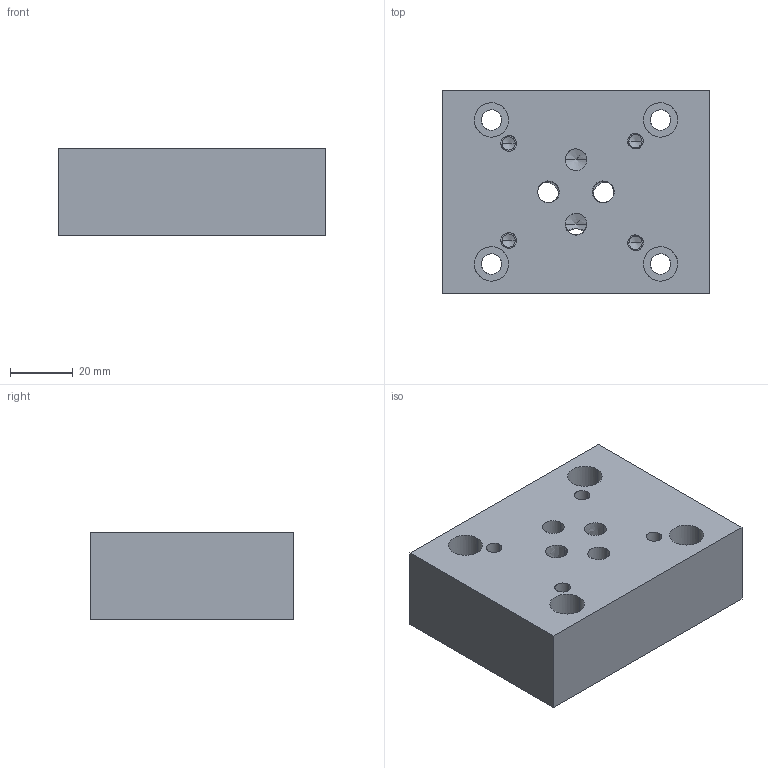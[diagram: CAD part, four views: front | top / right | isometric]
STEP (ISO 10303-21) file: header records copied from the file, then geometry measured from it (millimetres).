
FILE_DESCRIPTION(/* description */ (''),/* implementation_level */ '2;1');
FILE_NAME(/* name */ 'EB405',/* time_stamp */ '2019-09-17T17:53:11+02:00',/* author */ (''),/* organization */ (''),/* preprocessor_version */ 'ST-DEVELOPER v10',/* originating_system */ '',/* authorisation */ '');
FILE_SCHEMA (('CONFIG_CONTROL_DESIGN'));
Length unit declared in the file: millimetre
Products named in the file (1): 1
Bounding box: 85 x 65 x 28 mm (x, y, z)
Volume: 138957.8 mm3; surface area: 26276.3 mm2
Topology: 1 solids, 1 shells, 103 faces, 276 edges, 177 vertices
Faces by surface type: bspline 84, plane 19
Entity records: 3623 total; most frequent: CARTESIAN_POINT 2038, ORIENTED_EDGE 516, EDGE_CURVE 258, VERTEX_POINT 177, EDGE_LOOP 137, B_SPLINE_CURVE_WITH_KNOTS 108, ADVANCED_FACE 103, FACE_OUTER_BOUND 103
